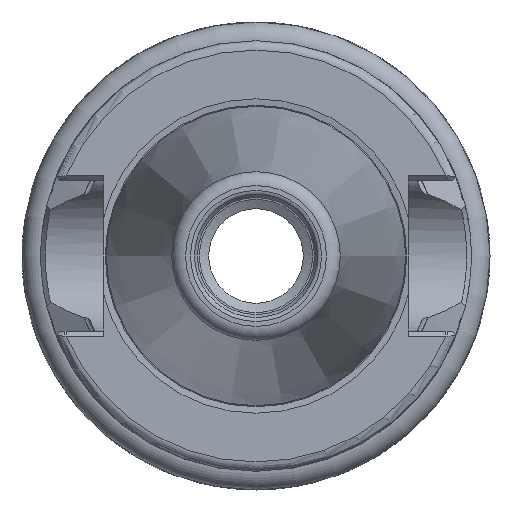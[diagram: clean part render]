
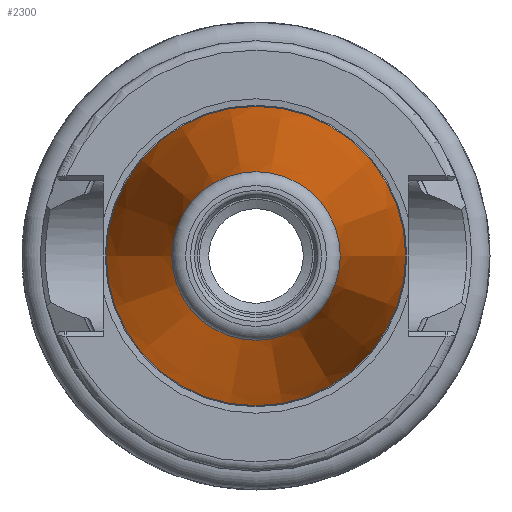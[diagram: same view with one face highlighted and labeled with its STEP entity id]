
A CAD part, left-side view. The second image highlights one B-rep face of the part: STEP entity #2300.
In plain terms, the highlighted conical face has half-angle 8.297 degrees and reference radius 12.502 mm.
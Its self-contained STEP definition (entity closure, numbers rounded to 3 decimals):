
#281=FACE_OUTER_BOUND('',#405,.T.);
#405=EDGE_LOOP('',(#1785,#1786,#1787,#1788,#1789,#1790,#1791));
#542=LINE('',#4326,#654);
#654=VECTOR('',#2906,12.502);
#752=CIRCLE('',#2477,9.004);
#753=CIRCLE('',#2478,9.004);
#754=CIRCLE('',#2479,9.004);
#756=CIRCLE('',#2482,15.999);
#757=CIRCLE('',#2483,15.999);
#977=VERTEX_POINT('',#4314);
#978=VERTEX_POINT('',#4315);
#979=VERTEX_POINT('',#4317);
#980=VERTEX_POINT('',#4322);
#981=VERTEX_POINT('',#4323);
#1282=EDGE_CURVE('',#977,#978,#752,.T.);
#1283=EDGE_CURVE('',#979,#977,#753,.T.);
#1284=EDGE_CURVE('',#978,#979,#754,.T.);
#1286=EDGE_CURVE('',#980,#981,#756,.T.);
#1287=EDGE_CURVE('',#981,#980,#757,.T.);
#1288=EDGE_CURVE('',#981,#979,#542,.T.);
#1785=ORIENTED_EDGE('',*,*,#1286,.F.);
#1786=ORIENTED_EDGE('',*,*,#1287,.F.);
#1787=ORIENTED_EDGE('',*,*,#1288,.T.);
#1788=ORIENTED_EDGE('',*,*,#1283,.T.);
#1789=ORIENTED_EDGE('',*,*,#1282,.T.);
#1790=ORIENTED_EDGE('',*,*,#1284,.T.);
#1791=ORIENTED_EDGE('',*,*,#1288,.F.);
#2240=CONICAL_SURFACE('',#2481,12.502,0.145);
#2300=ADVANCED_FACE('',(#281),#2240,.T.);
#2477=AXIS2_PLACEMENT_3D('',#4316,#2892,#2893);
#2478=AXIS2_PLACEMENT_3D('',#4318,#2894,#2895);
#2479=AXIS2_PLACEMENT_3D('',#4319,#2896,#2897);
#2481=AXIS2_PLACEMENT_3D('',#4321,#2900,#2901);
#2482=AXIS2_PLACEMENT_3D('',#4324,#2902,#2903);
#2483=AXIS2_PLACEMENT_3D('',#4325,#2904,#2905);
#2892=DIRECTION('center_axis',(1.,0.,0.));
#2893=DIRECTION('ref_axis',(0.,0.,-1.));
#2894=DIRECTION('center_axis',(1.,0.,0.));
#2895=DIRECTION('ref_axis',(0.,0.,-1.));
#2896=DIRECTION('center_axis',(1.,0.,0.));
#2897=DIRECTION('ref_axis',(0.,0.,-1.));
#2900=DIRECTION('center_axis',(1.,0.,0.));
#2901=DIRECTION('ref_axis',(0.,1.,0.));
#2902=DIRECTION('center_axis',(1.,0.,0.));
#2903=DIRECTION('ref_axis',(0.,0.,-1.));
#2904=DIRECTION('center_axis',(1.,0.,0.));
#2905=DIRECTION('ref_axis',(0.,0.,-1.));
#2906=DIRECTION('',(-0.99,0.144,0.));
#4314=CARTESIAN_POINT('',(-47.116,9.004,0.));
#4315=CARTESIAN_POINT('',(-47.116,0.,9.004));
#4316=CARTESIAN_POINT('Origin',(-47.116,0.,
0.));
#4317=CARTESIAN_POINT('',(-47.116,-9.004,0.));
#4318=CARTESIAN_POINT('Origin',(-47.116,0.,
0.));
#4319=CARTESIAN_POINT('Origin',(-47.116,0.,
0.));
#4321=CARTESIAN_POINT('Origin',(-23.132,0.,
0.));
#4322=CARTESIAN_POINT('',(0.852,15.999,0.));
#4323=CARTESIAN_POINT('',(0.852,-15.999,0.));
#4324=CARTESIAN_POINT('Origin',(0.852,0.,
0.));
#4325=CARTESIAN_POINT('Origin',(0.852,0.,
0.));
#4326=CARTESIAN_POINT('',(-23.132,-12.502,0.));
